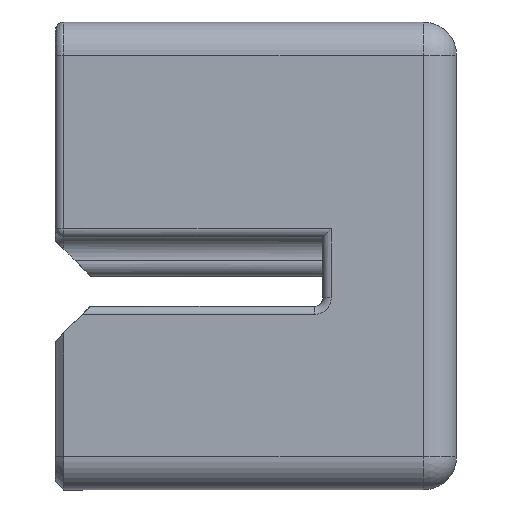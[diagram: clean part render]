
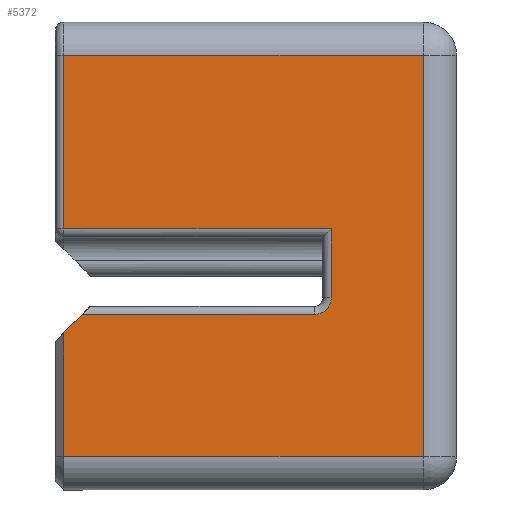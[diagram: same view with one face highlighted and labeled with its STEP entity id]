
A CAD part, left-side view. The second image highlights one B-rep face of the part: STEP entity #5372.
In plain terms, the highlighted planar face has unit normal (-1, 0, 0).
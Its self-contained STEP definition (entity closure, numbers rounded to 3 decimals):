
#298 = VERTEX_POINT ( 'NONE', #1448 ) ;
#324 = VERTEX_POINT ( 'NONE', #1426 ) ;
#359 = AXIS2_PLACEMENT_3D ( 'NONE', #3566, #3565, #3564 ) ;
#800 = ORIENTED_EDGE ( 'NONE', *, *, #1131, .T. ) ;
#801 = ORIENTED_EDGE ( 'NONE', *, *, #1132, .F. ) ;
#802 = ORIENTED_EDGE ( 'NONE', *, *, #1133, .T. ) ;
#803 = ORIENTED_EDGE ( 'NONE', *, *, #1134, .T. ) ;
#804 = ORIENTED_EDGE ( 'NONE', *, *, #1135, .T. ) ;
#805 = ORIENTED_EDGE ( 'NONE', *, *, #1136, .T. ) ;
#806 = ORIENTED_EDGE ( 'NONE', *, *, #1137, .T. ) ;
#807 = ORIENTED_EDGE ( 'NONE', *, *, #1138, .T. ) ;
#808 = ORIENTED_EDGE ( 'NONE', *, *, #1139, .T. ) ;
#809 = ORIENTED_EDGE ( 'NONE', *, *, #1140, .F. ) ;
#993 = EDGE_LOOP ( 'NONE', ( #800, #801, #802, #803, #804, #805, #806, #807, #808, #809 ) ) ;
#1131 = EDGE_CURVE ( 'NONE', #298, #2478, #4072, .T. ) ;
#1132 = EDGE_CURVE ( 'NONE', #324, #2478, #4073, .T. ) ;
#1133 = EDGE_CURVE ( 'NONE', #324, #2481, #4076, .T. ) ;
#1134 = EDGE_CURVE ( 'NONE', #2481, #2482, #4078, .T. ) ;
#1135 = EDGE_CURVE ( 'NONE', #2482, #2483, #4080, .T. ) ;
#1136 = EDGE_CURVE ( 'NONE', #2483, #2484, #4082, .T. ) ;
#1137 = EDGE_CURVE ( 'NONE', #2484, #2485, #4084, .T. ) ;
#1138 = EDGE_CURVE ( 'NONE', #2485, #2486, #4086, .T. ) ;
#1139 = EDGE_CURVE ( 'NONE', #2486, #2487, #4088, .T. ) ;
#1140 = EDGE_CURVE ( 'NONE', #298, #2487, #4090, .T. ) ;
#1426 = CARTESIAN_POINT ( 'NONE',  ( -17.5, 11.75, -2.3 ) ) ;
#1448 = CARTESIAN_POINT ( 'NONE',  ( -17.5, 4.25, -1.75 ) ) ;
#1942 = CARTESIAN_POINT ( 'NONE',  ( -17.5, 12., 7. ) ) ;
#1944 = PLANE ( 'NONE',  #5575 ) ;
#1946 = DIRECTION ( 'NONE',  ( 1., 0., 0. ) ) ;
#1947 = DIRECTION ( 'NONE',  ( 0., 0., -1. ) ) ;
#2478 = VERTEX_POINT ( 'NONE', #3373 ) ;
#2481 = VERTEX_POINT ( 'NONE', #3638 ) ;
#2482 = VERTEX_POINT ( 'NONE', #3645 ) ;
#2483 = VERTEX_POINT ( 'NONE', #3507 ) ;
#2484 = VERTEX_POINT ( 'NONE', #3446 ) ;
#2485 = VERTEX_POINT ( 'NONE', #3379 ) ;
#2486 = VERTEX_POINT ( 'NONE', #3593 ) ;
#2487 = VERTEX_POINT ( 'NONE', #3451 ) ;
#2674 = FACE_OUTER_BOUND ( 'NONE', #993, .T. ) ;
#3373 = CARTESIAN_POINT ( 'NONE',  ( -17.5, 11.2, -1.75 ) ) ;
#3379 = CARTESIAN_POINT ( 'NONE',  ( -17.5, 11.75, 0.814 ) ) ;
#3446 = CARTESIAN_POINT ( 'NONE',  ( -17.5, 11.75, 6. ) ) ;
#3451 = CARTESIAN_POINT ( 'NONE',  ( -17.5, 3.75, -1.25 ) ) ;
#3507 = CARTESIAN_POINT ( 'NONE',  ( -17.5, 1., 6. ) ) ;
#3564 = DIRECTION ( 'NONE',  ( 0., 0., -1. ) ) ;
#3565 = DIRECTION ( 'NONE',  ( -1., 0., 0. ) ) ;
#3566 = CARTESIAN_POINT ( 'NONE',  ( -17.5, 4.25, -1.25 ) ) ;
#3569 = DIRECTION ( 'NONE',  ( 0., 0., -1. ) ) ;
#3570 = CARTESIAN_POINT ( 'NONE',  ( -17.5, 3.75, 7. ) ) ;
#3571 = DIRECTION ( 'NONE',  ( 0., -1., 0. ) ) ;
#3572 = CARTESIAN_POINT ( 'NONE',  ( -17.5, 12., 0.814 ) ) ;
#3573 = DIRECTION ( 'NONE',  ( 0., 0., -1. ) ) ;
#3574 = CARTESIAN_POINT ( 'NONE',  ( -17.5, 11.75, 0.814 ) ) ;
#3575 = DIRECTION ( 'NONE',  ( 0., 1., 0. ) ) ;
#3576 = CARTESIAN_POINT ( 'NONE',  ( -17.5, 12., 6. ) ) ;
#3577 = DIRECTION ( 'NONE',  ( 0., 0., 1. ) ) ;
#3578 = CARTESIAN_POINT ( 'NONE',  ( -17.5, 1., 7. ) ) ;
#3579 = DIRECTION ( 'NONE',  ( 0., -1., 0. ) ) ;
#3580 = CARTESIAN_POINT ( 'NONE',  ( -17.5, 12., -6. ) ) ;
#3581 = DIRECTION ( 'NONE',  ( 0., 0., -1. ) ) ;
#3582 = CARTESIAN_POINT ( 'NONE',  ( -17.5, 11.75, -6. ) ) ;
#3583 = DIRECTION ( 'NONE',  ( 0., -0.707, 0.707 ) ) ;
#3588 = CARTESIAN_POINT ( 'NONE',  ( -17.5, 12., -1.75 ) ) ;
#3589 = CARTESIAN_POINT ( 'NONE',  ( -17.5, 12., -2.55 ) ) ;
#3593 = CARTESIAN_POINT ( 'NONE',  ( -17.5, 3.75, 0.814 ) ) ;
#3601 = DIRECTION ( 'NONE',  ( 0., 1., 0. ) ) ;
#3638 = CARTESIAN_POINT ( 'NONE',  ( -17.5, 11.75, -6. ) ) ;
#3645 = CARTESIAN_POINT ( 'NONE',  ( -17.5, 1., -6. ) ) ;
#4072 = LINE ( 'NONE', #3588, #4075 ) ;
#4073 = LINE ( 'NONE', #3589, #4077 ) ;
#4075 = VECTOR ( 'NONE', #3601, 1000. ) ;
#4076 = LINE ( 'NONE', #3582, #4079 ) ;
#4077 = VECTOR ( 'NONE', #3583, 1000. ) ;
#4078 = LINE ( 'NONE', #3580, #4081 ) ;
#4079 = VECTOR ( 'NONE', #3581, 1000. ) ;
#4080 = LINE ( 'NONE', #3578, #4083 ) ;
#4081 = VECTOR ( 'NONE', #3579, 1000. ) ;
#4082 = LINE ( 'NONE', #3576, #4085 ) ;
#4083 = VECTOR ( 'NONE', #3577, 1000. ) ;
#4084 = LINE ( 'NONE', #3574, #4087 ) ;
#4085 = VECTOR ( 'NONE', #3575, 1000. ) ;
#4086 = LINE ( 'NONE', #3572, #4089 ) ;
#4087 = VECTOR ( 'NONE', #3573, 1000. ) ;
#4088 = LINE ( 'NONE', #3570, #4091 ) ;
#4089 = VECTOR ( 'NONE', #3571, 1000. ) ;
#4090 = CIRCLE ( 'NONE', #359, 0.5 ) ;
#4091 = VECTOR ( 'NONE', #3569, 1000. ) ;
#5372 = ADVANCED_FACE ( 'NONE', ( #2674 ), #1944, .F. ) ;
#5575 = AXIS2_PLACEMENT_3D ( 'NONE', #1942, #1946, #1947 ) ;
